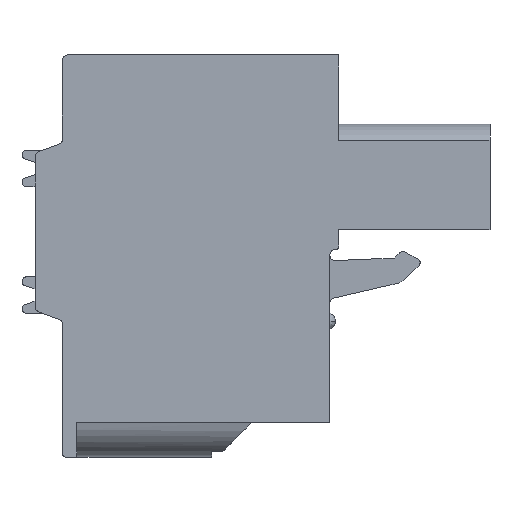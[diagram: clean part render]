
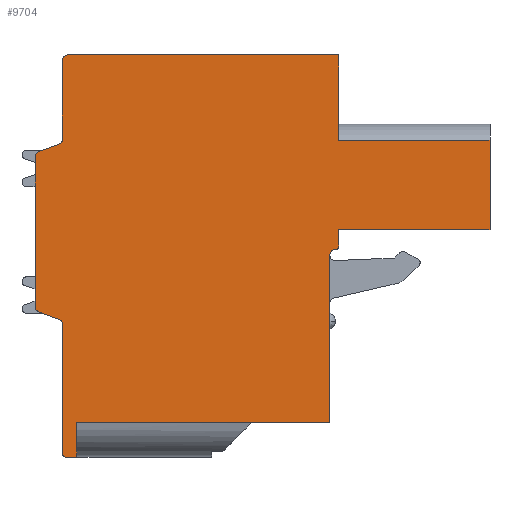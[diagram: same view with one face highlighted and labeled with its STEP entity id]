
A CAD part, front view. The second image highlights one B-rep face of the part: STEP entity #9704.
In plain terms, the highlighted planar face has unit normal (0, -1, 0).
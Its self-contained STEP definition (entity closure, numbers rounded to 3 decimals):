
#871=DIRECTION('',(0.,0.,1.));
#872=VECTOR('',#871,4.7);
#873=CARTESIAN_POINT('',(4.181,-35.46,6.775));
#874=LINE('',#873,#872);
#937=DIRECTION('',(-1.,0.,0.));
#938=VECTOR('',#937,8.3);
#939=CARTESIAN_POINT('',(12.481,-35.46,6.775));
#940=LINE('',#939,#938);
#941=DIRECTION('',(0.,0.,-1.));
#942=VECTOR('',#941,4.9);
#943=CARTESIAN_POINT('',(12.481,-35.46,6.775));
#944=LINE('',#943,#942);
#945=DIRECTION('',(-1.,0.,0.));
#946=VECTOR('',#945,8.3);
#947=CARTESIAN_POINT('',(12.481,-35.46,1.875));
#948=LINE('',#947,#946);
#949=DIRECTION('',(0.,0.,-1.));
#950=VECTOR('',#949,0.901);
#951=CARTESIAN_POINT('',(4.181,-35.46,1.875));
#952=LINE('',#951,#950);
#953=CARTESIAN_POINT('',(3.981,-35.46,0.974));
#954=DIRECTION('',(0.,1.,0.));
#955=DIRECTION('',(1.,0.,0.));
#956=AXIS2_PLACEMENT_3D('',#953,#954,#955);
#958=CARTESIAN_POINT('',(3.981,-35.46,0.474));
#959=DIRECTION('',(0.,-1.,0.));
#960=DIRECTION('',(0.,0.,1.));
#961=AXIS2_PLACEMENT_3D('',#958,#959,#960);
#963=DIRECTION('',(-1.,0.,0.));
#964=VECTOR('',#963,13.9);
#965=CARTESIAN_POINT('',(3.681,-35.46,-8.725));
#966=LINE('',#965,#964);
#967=DIRECTION('',(0.,0.,-1.));
#968=VECTOR('',#967,1.9);
#969=CARTESIAN_POINT('',(-10.219,-35.46,-8.725));
#970=LINE('',#969,#968);
#971=DIRECTION('',(-1.,0.,0.));
#972=VECTOR('',#971,0.6);
#973=CARTESIAN_POINT('',(-10.219,-35.46,-10.625));
#974=LINE('',#973,#972);
#975=CARTESIAN_POINT('',(-10.819,-35.46,-10.425));
#976=DIRECTION('',(0.,1.,0.));
#977=DIRECTION('',(0.,0.,-1.));
#978=AXIS2_PLACEMENT_3D('',#975,#976,#977);
#980=DIRECTION('',(0.,0.,1.));
#981=VECTOR('',#980,7.095);
#982=CARTESIAN_POINT('',(-11.019,-35.46,-10.425));
#983=LINE('',#982,#981);
#984=CARTESIAN_POINT('',(-11.319,-35.46,-3.33));
#985=DIRECTION('',(0.,-1.,0.));
#986=DIRECTION('',(1.,0.,0.));
#987=AXIS2_PLACEMENT_3D('',#984,#985,#986);
#989=DIRECTION('',(-0.94,0.,0.342));
#990=VECTOR('',#989,1.176);
#991=CARTESIAN_POINT('',(-11.216,-35.46,-3.048));
#992=LINE('',#991,#990);
#993=CARTESIAN_POINT('',(-12.219,-35.46,-2.364));
#994=DIRECTION('',(0.,1.,0.));
#995=DIRECTION('',(-0.342,0.,-0.94));
#996=AXIS2_PLACEMENT_3D('',#993,#994,#995);
#998=DIRECTION('',(0.,0.,1.));
#999=VECTOR('',#998,8.238);
#1000=CARTESIAN_POINT('',(-12.519,-35.46,-2.364));
#1001=LINE('',#1000,#999);
#1002=CARTESIAN_POINT('',(-12.219,-35.46,5.874));
#1003=DIRECTION('',(0.,1.,0.));
#1004=DIRECTION('',(-1.,0.,0.));
#1005=AXIS2_PLACEMENT_3D('',#1002,#1003,#1004);
#1007=DIRECTION('',(0.94,0.,0.342));
#1008=VECTOR('',#1007,1.176);
#1009=CARTESIAN_POINT('',(-12.321,-35.46,6.156));
#1010=LINE('',#1009,#1008);
#1011=CARTESIAN_POINT('',(-11.319,-35.46,6.84));
#1012=DIRECTION('',(0.,-1.,0.));
#1013=DIRECTION('',(0.342,0.,-0.94));
#1014=AXIS2_PLACEMENT_3D('',#1011,#1012,#1013);
#1016=DIRECTION('',(0.,0.,1.));
#1017=VECTOR('',#1016,4.335);
#1018=CARTESIAN_POINT('',(-11.019,-35.46,6.84));
#1019=LINE('',#1018,#1017);
#1020=CARTESIAN_POINT('',(-10.719,-35.46,11.175));
#1021=DIRECTION('',(0.,1.,0.));
#1022=DIRECTION('',(-1.,0.,0.));
#1023=AXIS2_PLACEMENT_3D('',#1020,#1021,#1022);
#1025=DIRECTION('',(1.,0.,0.));
#1026=VECTOR('',#1025,14.9);
#1027=CARTESIAN_POINT('',(-10.719,-35.46,11.475));
#1028=LINE('',#1027,#1026);
#1455=DIRECTION('',(0.,0.,1.));
#1456=VECTOR('',#1455,9.199);
#1457=CARTESIAN_POINT('',(3.681,-35.46,-8.725));
#1458=LINE('',#1457,#1456);
#6880=CARTESIAN_POINT('',(-12.519,-35.46,-2.364));
#6881=CARTESIAN_POINT('',(-12.519,-35.46,5.874));
#6882=VERTEX_POINT('',#6880);
#6883=VERTEX_POINT('',#6881);
#6884=CARTESIAN_POINT('',(-12.321,-35.46,6.156));
#6885=VERTEX_POINT('',#6884);
#6886=CARTESIAN_POINT('',(-11.216,-35.46,6.558));
#6887=VERTEX_POINT('',#6886);
#6888=CARTESIAN_POINT('',(-11.019,-35.46,6.84));
#6889=VERTEX_POINT('',#6888);
#6890=CARTESIAN_POINT('',(-11.019,-35.46,11.175));
#6891=VERTEX_POINT('',#6890);
#6892=CARTESIAN_POINT('',(-10.719,-35.46,11.475));
#6893=VERTEX_POINT('',#6892);
#6894=CARTESIAN_POINT('',(4.181,-35.46,11.475));
#6895=VERTEX_POINT('',#6894);
#6896=CARTESIAN_POINT('',(3.681,-35.46,-8.725));
#6897=CARTESIAN_POINT('',(-10.219,-35.46,-8.725));
#6898=VERTEX_POINT('',#6896);
#6899=VERTEX_POINT('',#6897);
#6900=CARTESIAN_POINT('',(-10.219,-35.46,-10.625));
#6901=VERTEX_POINT('',#6900);
#6902=CARTESIAN_POINT('',(-10.819,-35.46,-10.625));
#6903=VERTEX_POINT('',#6902);
#6904=CARTESIAN_POINT('',(-11.019,-35.46,-10.425));
#6905=VERTEX_POINT('',#6904);
#6906=CARTESIAN_POINT('',(-11.019,-35.46,-3.33));
#6907=VERTEX_POINT('',#6906);
#6908=CARTESIAN_POINT('',(-11.216,-35.46,-3.048));
#6909=VERTEX_POINT('',#6908);
#6910=CARTESIAN_POINT('',(-12.321,-35.46,-2.646));
#6911=VERTEX_POINT('',#6910);
#6922=CARTESIAN_POINT('',(4.181,-35.46,0.974));
#6923=CARTESIAN_POINT('',(3.981,-35.46,0.774));
#6924=VERTEX_POINT('',#6922);
#6925=VERTEX_POINT('',#6923);
#6926=CARTESIAN_POINT('',(4.181,-35.46,1.875));
#6927=VERTEX_POINT('',#6926);
#6928=CARTESIAN_POINT('',(3.681,-35.46,0.474));
#6929=VERTEX_POINT('',#6928);
#6930=CARTESIAN_POINT('',(12.481,-35.46,1.875));
#6931=VERTEX_POINT('',#6930);
#8053=CARTESIAN_POINT('',(4.181,-35.46,6.775));
#8055=VERTEX_POINT('',#8053);
#8058=CARTESIAN_POINT('',(12.481,-35.46,6.775));
#8059=VERTEX_POINT('',#8058);
#9654=CARTESIAN_POINT('',(0.,-35.46,0.));
#9655=DIRECTION('',(0.,1.,0.));
#9656=DIRECTION('',(1.,0.,0.));
#9657=AXIS2_PLACEMENT_3D('',#9654,#9655,#9656);
#9658=PLANE('',#9657);
#9659=ORIENTED_EDGE('',*,*,#9609,.F.);
#9660=ORIENTED_EDGE('',*,*,#9094,.T.);
#9662=ORIENTED_EDGE('',*,*,#9661,.T.);
#9664=ORIENTED_EDGE('',*,*,#9663,.T.);
#9666=ORIENTED_EDGE('',*,*,#9665,.T.);
#9668=ORIENTED_EDGE('',*,*,#9667,.T.);
#9670=ORIENTED_EDGE('',*,*,#9669,.F.);
#9672=ORIENTED_EDGE('',*,*,#9671,.T.);
#9674=ORIENTED_EDGE('',*,*,#9673,.T.);
#9676=ORIENTED_EDGE('',*,*,#9675,.T.);
#9678=ORIENTED_EDGE('',*,*,#9677,.T.);
#9680=ORIENTED_EDGE('',*,*,#9679,.T.);
#9682=ORIENTED_EDGE('',*,*,#9681,.T.);
#9684=ORIENTED_EDGE('',*,*,#9683,.T.);
#9686=ORIENTED_EDGE('',*,*,#9685,.T.);
#9688=ORIENTED_EDGE('',*,*,#9687,.T.);
#9690=ORIENTED_EDGE('',*,*,#9689,.T.);
#9692=ORIENTED_EDGE('',*,*,#9691,.T.);
#9694=ORIENTED_EDGE('',*,*,#9693,.T.);
#9696=ORIENTED_EDGE('',*,*,#9695,.T.);
#9698=ORIENTED_EDGE('',*,*,#9697,.T.);
#9700=ORIENTED_EDGE('',*,*,#9699,.T.);
#9701=ORIENTED_EDGE('',*,*,#9623,.F.);
#9702=EDGE_LOOP('',(#9659,#9660,#9662,#9664,#9666,#9668,#9670,#9672,#9674,#9676,
#9678,#9680,#9682,#9684,#9686,#9688,#9690,#9692,#9694,#9696,#9698,#9700,#9701));
#9703=FACE_OUTER_BOUND('',#9702,.F.);
#9704=ADVANCED_FACE('',(#9703),#9658,.F.);
#957=CIRCLE('',#956,0.2);
#962=CIRCLE('',#961,0.3);
#979=CIRCLE('',#978,0.2);
#988=CIRCLE('',#987,0.3);
#997=CIRCLE('',#996,0.3);
#1006=CIRCLE('',#1005,0.3);
#1015=CIRCLE('',#1014,0.3);
#1024=CIRCLE('',#1023,0.3);
#9094=EDGE_CURVE('',#8059,#6931,#944,.T.);
#9609=EDGE_CURVE('',#8059,#8055,#940,.T.);
#9623=EDGE_CURVE('',#8055,#6895,#874,.T.);
#9661=EDGE_CURVE('',#6931,#6927,#948,.T.);
#9663=EDGE_CURVE('',#6927,#6924,#952,.T.);
#9665=EDGE_CURVE('',#6924,#6925,#957,.T.);
#9667=EDGE_CURVE('',#6925,#6929,#962,.T.);
#9669=EDGE_CURVE('',#6898,#6929,#1458,.T.);
#9671=EDGE_CURVE('',#6898,#6899,#966,.T.);
#9673=EDGE_CURVE('',#6899,#6901,#970,.T.);
#9675=EDGE_CURVE('',#6901,#6903,#974,.T.);
#9677=EDGE_CURVE('',#6903,#6905,#979,.T.);
#9679=EDGE_CURVE('',#6905,#6907,#983,.T.);
#9681=EDGE_CURVE('',#6907,#6909,#988,.T.);
#9683=EDGE_CURVE('',#6909,#6911,#992,.T.);
#9685=EDGE_CURVE('',#6911,#6882,#997,.T.);
#9687=EDGE_CURVE('',#6882,#6883,#1001,.T.);
#9689=EDGE_CURVE('',#6883,#6885,#1006,.T.);
#9691=EDGE_CURVE('',#6885,#6887,#1010,.T.);
#9693=EDGE_CURVE('',#6887,#6889,#1015,.T.);
#9695=EDGE_CURVE('',#6889,#6891,#1019,.T.);
#9697=EDGE_CURVE('',#6891,#6893,#1024,.T.);
#9699=EDGE_CURVE('',#6893,#6895,#1028,.T.);
